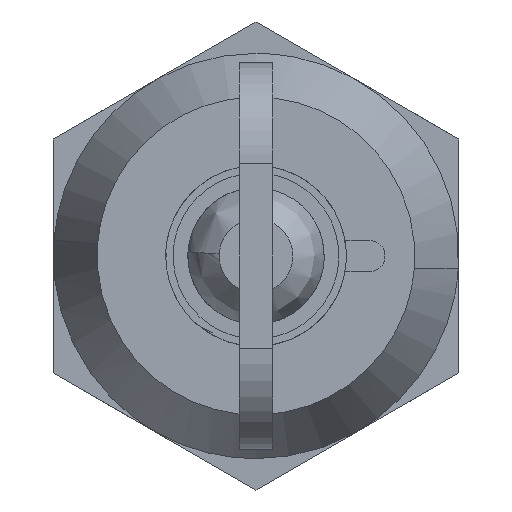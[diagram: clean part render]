
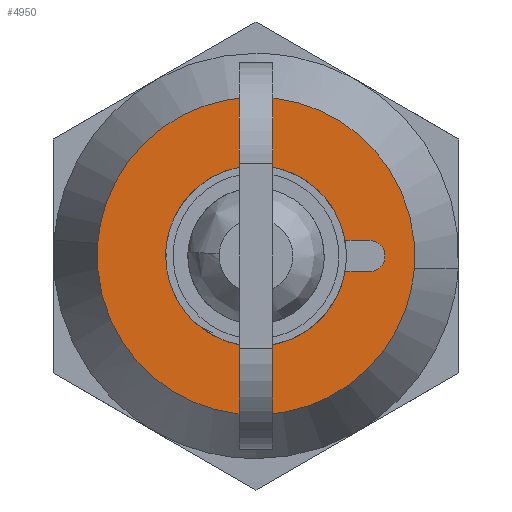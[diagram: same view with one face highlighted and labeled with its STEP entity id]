
A CAD part, front view. The second image highlights one B-rep face of the part: STEP entity #4950.
In plain terms, the highlighted free-form (B-spline) face has degree [1, 1] with [2, 2] control points.
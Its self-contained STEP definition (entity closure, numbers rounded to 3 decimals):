
#3149=CARTESIAN_POINT('',(0.,8.595,0.676));
#3150=VERTEX_POINT('',#3149);
#3156=CARTESIAN_POINT('',(0.0,0.0,8.622));
#3157=VERTEX_POINT('',#3156);
#3158=CARTESIAN_POINT('',(0.0,0.0,8.622));
#3159=CARTESIAN_POINT('',(0.0,7.97,8.622));
#3160=CARTESIAN_POINT('',(0.,8.595,0.676));
#3168=(BOUNDED_CURVE()B_SPLINE_CURVE(2,(#3158,#3159,#3160),.UNSPECIFIED.,.F.,.U.)B_SPLINE_CURVE_WITH_KNOTS((3,3),(0.0,0.236),.UNSPECIFIED.)CURVE()GEOMETRIC_REPRESENTATION_ITEM()RATIONAL_B_SPLINE_CURVE((1.0,0.723,0.97))REPRESENTATION_ITEM(''));
#3169=EDGE_CURVE('',#3157,#3150,#3168,.T.);
#3171=CARTESIAN_POINT('',(0.,-8.595,-0.676));
#3172=VERTEX_POINT('',#3171);
#3173=CARTESIAN_POINT('',(0.,-8.595,-0.676));
#3174=CARTESIAN_POINT('',(0.0,-8.622,-0.339));
#3175=CARTESIAN_POINT('',(0.0,-8.622,0.0));
#3176=CARTESIAN_POINT('',(0.0,-8.622,8.622));
#3177=CARTESIAN_POINT('',(0.0,0.0,8.622));
#3185=(BOUNDED_CURVE()B_SPLINE_CURVE(2,(#3173,#3174,#3175,#3176,#3177),.UNSPECIFIED.,.F.,.U.)B_SPLINE_CURVE_WITH_KNOTS((3,2,3),(0.736,0.75,1.0),.UNSPECIFIED.)CURVE()GEOMETRIC_REPRESENTATION_ITEM()RATIONAL_B_SPLINE_CURVE((0.97,0.984,1.0,0.707,1.0))REPRESENTATION_ITEM(''));
#3186=EDGE_CURVE('',#3172,#3157,#3185,.T.);
#3223=CARTESIAN_POINT('',(0.0,0.0,-8.622));
#3224=VERTEX_POINT('',#3223);
#3225=CARTESIAN_POINT('',(0.0,0.0,-8.622));
#3226=CARTESIAN_POINT('',(0.0,-7.97,-8.622));
#3227=CARTESIAN_POINT('',(0.,-8.595,-0.676));
#3235=(BOUNDED_CURVE()B_SPLINE_CURVE(2,(#3225,#3226,#3227),.UNSPECIFIED.,.F.,.U.)B_SPLINE_CURVE_WITH_KNOTS((3,3),(0.5,0.736),.UNSPECIFIED.)CURVE()GEOMETRIC_REPRESENTATION_ITEM()RATIONAL_B_SPLINE_CURVE((1.0,0.723,0.97))REPRESENTATION_ITEM(''));
#3236=EDGE_CURVE('',#3224,#3172,#3235,.T.);
#3238=CARTESIAN_POINT('',(0.,8.595,0.676));
#3239=CARTESIAN_POINT('',(0.0,8.622,0.339));
#3240=CARTESIAN_POINT('',(0.0,8.622,0.0));
#3241=CARTESIAN_POINT('',(0.0,8.622,-8.622));
#3242=CARTESIAN_POINT('',(0.0,0.0,-8.622));
#3250=(BOUNDED_CURVE()B_SPLINE_CURVE(2,(#3238,#3239,#3240,#3241,#3242),.UNSPECIFIED.,.F.,.U.)B_SPLINE_CURVE_WITH_KNOTS((3,2,3),(0.236,0.25,0.5),.UNSPECIFIED.)CURVE()GEOMETRIC_REPRESENTATION_ITEM()RATIONAL_B_SPLINE_CURVE((0.97,0.984,1.0,0.707,1.0))REPRESENTATION_ITEM(''));
#3251=EDGE_CURVE('',#3150,#3224,#3250,.T.);
#3444=CARTESIAN_POINT('',(0.0,-6.15,0.85));
#3445=VERTEX_POINT('',#3444);
#3446=CARTESIAN_POINT('',(0.0,-4.826,0.85));
#3447=VERTEX_POINT('',#3446);
#3448=CARTESIAN_POINT('',(0.0,-6.15,0.85));
#3449=CARTESIAN_POINT('',(0.0,-4.826,0.85));
#3450=QUASI_UNIFORM_CURVE('',1,(#3448,#3449),.UNSPECIFIED.,.F.,.U.);
#3451=EDGE_CURVE('',#3445,#3447,#3450,.T.);
#3493=CARTESIAN_POINT('',(0.0,-6.15,-0.85));
#3494=VERTEX_POINT('',#3493);
#3495=CARTESIAN_POINT('',(0.0,-6.15,-0.85));
#3496=CARTESIAN_POINT('',(0.0,-7.,-0.85));
#3497=CARTESIAN_POINT('',(0.0,-7.0,0.));
#3498=CARTESIAN_POINT('',(0.0,-7.,0.85));
#3499=CARTESIAN_POINT('',(0.0,-6.15,0.85));
#3507=(BOUNDED_CURVE()B_SPLINE_CURVE(2,(#3495,#3496,#3497,#3498,#3499),.UNSPECIFIED.,.F.,.U.)B_SPLINE_CURVE_WITH_KNOTS((3,2,3),(0.0,0.5,1.0),.UNSPECIFIED.)CURVE()GEOMETRIC_REPRESENTATION_ITEM()RATIONAL_B_SPLINE_CURVE((1.0,0.707,1.0,0.707,1.0))REPRESENTATION_ITEM(''));
#3508=EDGE_CURVE('',#3494,#3445,#3507,.T.);
#3541=CARTESIAN_POINT('',(0.0,-4.826,-0.85));
#3542=VERTEX_POINT('',#3541);
#3543=CARTESIAN_POINT('',(0.0,-4.826,-0.85));
#3544=CARTESIAN_POINT('',(0.0,-6.15,-0.85));
#3545=QUASI_UNIFORM_CURVE('',1,(#3543,#3544),.UNSPECIFIED.,.F.,.U.);
#3546=EDGE_CURVE('',#3542,#3494,#3545,.T.);
#4670=CARTESIAN_POINT('',(0.0,-0.85,4.826));
#4671=VERTEX_POINT('',#4670);
#4672=CARTESIAN_POINT('',(0.0,-4.826,0.85));
#4673=CARTESIAN_POINT('',(0.0,-4.23,4.23));
#4674=CARTESIAN_POINT('',(0.0,-0.85,4.826));
#4682=(BOUNDED_CURVE()B_SPLINE_CURVE(2,(#4672,#4673,#4674),.UNSPECIFIED.,.F.,.U.)CURVE()GEOMETRIC_REPRESENTATION_ITEM()QUASI_UNIFORM_CURVE()RATIONAL_B_SPLINE_CURVE((1.0,0.819,1.0))REPRESENTATION_ITEM(''));
#4683=EDGE_CURVE('',#3447,#4671,#4682,.T.);
#4783=CARTESIAN_POINT('',(0.0,0.85,6.15));
#4784=VERTEX_POINT('',#4783);
#4785=CARTESIAN_POINT('',(0.0,0.85,4.826));
#4786=VERTEX_POINT('',#4785);
#4787=CARTESIAN_POINT('',(0.0,0.85,6.15));
#4788=CARTESIAN_POINT('',(0.0,0.85,4.826));
#4789=QUASI_UNIFORM_CURVE('',1,(#4787,#4788),.UNSPECIFIED.,.F.,.U.);
#4790=EDGE_CURVE('',#4784,#4786,#4789,.T.);
#4824=CARTESIAN_POINT('',(0.0,-0.85,6.15));
#4825=VERTEX_POINT('',#4824);
#4826=CARTESIAN_POINT('',(0.0,-0.85,6.15));
#4827=CARTESIAN_POINT('',(0.0,-0.85,7.));
#4828=CARTESIAN_POINT('',(0.0,0.,7.));
#4829=CARTESIAN_POINT('',(0.0,0.85,7.));
#4830=CARTESIAN_POINT('',(0.0,0.85,6.15));
#4838=(BOUNDED_CURVE()B_SPLINE_CURVE(2,(#4826,#4827,#4828,#4829,#4830),.UNSPECIFIED.,.F.,.U.)B_SPLINE_CURVE_WITH_KNOTS((3,2,3),(0.0,0.5,1.0),.UNSPECIFIED.)CURVE()GEOMETRIC_REPRESENTATION_ITEM()RATIONAL_B_SPLINE_CURVE((1.0,0.707,1.0,0.707,1.0))REPRESENTATION_ITEM(''));
#4839=EDGE_CURVE('',#4825,#4784,#4838,.T.);
#4856=CARTESIAN_POINT('',(0.0,-0.85,4.826));
#4857=CARTESIAN_POINT('',(0.0,-0.85,6.15));
#4858=QUASI_UNIFORM_CURVE('',1,(#4856,#4857),.UNSPECIFIED.,.F.,.U.);
#4859=EDGE_CURVE('',#4671,#4825,#4858,.T.);
#4913=CARTESIAN_POINT('',(0.0,-9.48,-9.483));
#4914=CARTESIAN_POINT('',(0.0,-9.48,9.483));
#4915=CARTESIAN_POINT('',(0.0,9.48,-9.483));
#4916=CARTESIAN_POINT('',(0.0,9.48,9.483));
#4917=B_SPLINE_SURFACE_WITH_KNOTS('',1,1,((#4913,#4915),(#4914,#4916)),.UNSPECIFIED.,.F.,.F.,.U.,(2,2),(2,2),(0.0,18.966),(0.0,18.961),.UNSPECIFIED.);
#4918=ORIENTED_EDGE('',*,*,#3169,.T.);
#4919=ORIENTED_EDGE('',*,*,#3251,.T.);
#4920=ORIENTED_EDGE('',*,*,#3236,.T.);
#4921=ORIENTED_EDGE('',*,*,#3186,.T.);
#4922=EDGE_LOOP('',(#4918,#4919,#4920,#4921));
#4923=FACE_OUTER_BOUND('',#4922,.T.);
#4924=CARTESIAN_POINT('',(0.0,0.85,4.826));
#4925=CARTESIAN_POINT('',(0.0,5.145,4.069));
#4926=CARTESIAN_POINT('',(0.0,4.892,-0.285));
#4927=CARTESIAN_POINT('',(0.0,4.638,-4.638));
#4928=CARTESIAN_POINT('',(0.0,0.285,-4.892));
#4929=CARTESIAN_POINT('',(0.0,-4.069,-5.145));
#4930=CARTESIAN_POINT('',(0.0,-4.826,-0.85));
#4938=(BOUNDED_CURVE()B_SPLINE_CURVE(2,(#4924,#4925,#4926,#4927,#4928,#4929,#4930),.UNSPECIFIED.,.F.,.U.)B_SPLINE_CURVE_WITH_KNOTS((3,2,2,3),(0.0,0.333,0.667,1.0),.UNSPECIFIED.)CURVE()GEOMETRIC_REPRESENTATION_ITEM()RATIONAL_B_SPLINE_CURVE((1.0,0.747,1.0,0.747,1.0,0.747,1.0))REPRESENTATION_ITEM(''));
#4939=EDGE_CURVE('',#4786,#3542,#4938,.T.);
#4940=ORIENTED_EDGE('',*,*,#4939,.F.);
#4941=ORIENTED_EDGE('',*,*,#4790,.F.);
#4942=ORIENTED_EDGE('',*,*,#4839,.F.);
#4943=ORIENTED_EDGE('',*,*,#4859,.F.);
#4944=ORIENTED_EDGE('',*,*,#4683,.F.);
#4945=ORIENTED_EDGE('',*,*,#3451,.F.);
#4946=ORIENTED_EDGE('',*,*,#3508,.F.);
#4947=ORIENTED_EDGE('',*,*,#3546,.F.);
#4948=EDGE_LOOP('',(#4940,#4941,#4942,#4943,#4944,#4945,#4946,#4947));
#4949=FACE_BOUND('',#4948,.T.);
#4950=ADVANCED_FACE('',(#4923,#4949),#4917,.T.);
